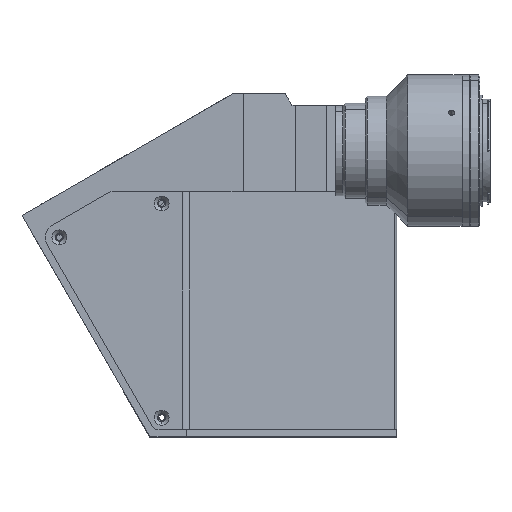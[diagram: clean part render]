
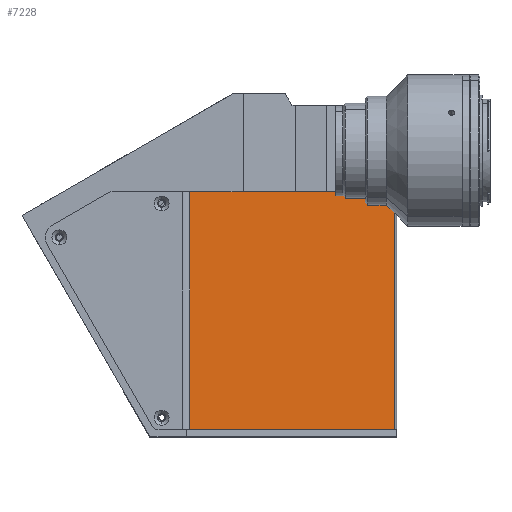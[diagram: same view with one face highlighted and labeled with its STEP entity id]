
A CAD part, top view. The second image highlights one B-rep face of the part: STEP entity #7228.
In plain terms, the highlighted planar face has unit normal (0.707, 0, 0.707).
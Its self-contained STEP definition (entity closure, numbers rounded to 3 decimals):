
#8 = CARTESIAN_POINT ( 'NONE',  ( 60.828, 41.5, 258.052 ) ) ;
#816 = LINE ( 'NONE', #8851, #11547 ) ;
#1154 = LINE ( 'NONE', #2757, #3191 ) ;
#1813 = EDGE_CURVE ( 'NONE', #10123, #12739, #1154, .T. ) ;
#2152 = FACE_OUTER_BOUND ( 'NONE', #10379, .T. ) ;
#2740 = DIRECTION ( 'NONE',  ( 0.707, 0., -0.707 ) ) ;
#2757 = CARTESIAN_POINT ( 'NONE',  ( 61.414, 41.5, 257.466 ) ) ;
#3191 = VECTOR ( 'NONE', #2740, 1000. ) ;
#5437 = CARTESIAN_POINT ( 'NONE',  ( -25.615, -59., 344.496 ) ) ;
#6254 = VECTOR ( 'NONE', #11574, 1000. ) ;
#6609 = LINE ( 'NONE', #11608, #6254 ) ;
#7129 = VECTOR ( 'NONE', #13579, 1000. ) ;
#7228 = ADVANCED_FACE ( 'NONE', ( #2152 ), #11893, .T. ) ;
#7275 = EDGE_CURVE ( 'NONE', #13111, #10123, #6609, .T. ) ;
#8829 = DIRECTION ( 'NONE',  ( 0., -1., 0. ) ) ;
#8851 = CARTESIAN_POINT ( 'NONE',  ( 60.828, -277.546, 258.052 ) ) ;
#9859 = ORIENTED_EDGE ( 'NONE', *, *, #9913, .T. ) ;
#9913 = EDGE_CURVE ( 'NONE', #13111, #13645, #10258, .T. ) ;
#10123 = VERTEX_POINT ( 'NONE', #11680 ) ;
#10258 = LINE ( 'NONE', #13697, #7129 ) ;
#10379 = EDGE_LOOP ( 'NONE', ( #9859, #11084, #11417, #11954 ) ) ;
#11084 = ORIENTED_EDGE ( 'NONE', *, *, #14021, .F. ) ;
#11339 = CARTESIAN_POINT ( 'NONE',  ( 60.828, -59., 258.052 ) ) ;
#11417 = ORIENTED_EDGE ( 'NONE', *, *, #1813, .F. ) ;
#11547 = VECTOR ( 'NONE', #8829, 1000. ) ;
#11574 = DIRECTION ( 'NONE',  ( 0., 1., 0. ) ) ;
#11608 = CARTESIAN_POINT ( 'NONE',  ( -25.615, -277.546, 344.496 ) ) ;
#11680 = CARTESIAN_POINT ( 'NONE',  ( -25.615, 41.5, 344.496 ) ) ;
#11734 = DIRECTION ( 'NONE',  ( -0.707, 0., 0.707 ) ) ;
#11736 = DIRECTION ( 'NONE',  ( 0.707, 0., 0.707 ) ) ;
#11752 = CARTESIAN_POINT ( 'NONE',  ( 61.414, -277.546, 257.466 ) ) ;
#11893 = PLANE ( 'NONE',  #13137 ) ;
#11954 = ORIENTED_EDGE ( 'NONE', *, *, #7275, .F. ) ;
#12739 = VERTEX_POINT ( 'NONE', #8 ) ;
#13111 = VERTEX_POINT ( 'NONE', #5437 ) ;
#13137 = AXIS2_PLACEMENT_3D ( 'NONE', #11752, #11736, #11734 ) ;
#13579 = DIRECTION ( 'NONE',  ( 0.707, 0., -0.707 ) ) ;
#13645 = VERTEX_POINT ( 'NONE', #11339 ) ;
#13697 = CARTESIAN_POINT ( 'NONE',  ( 61.414, -59., 257.466 ) ) ;
#14021 = EDGE_CURVE ( 'NONE', #12739, #13645, #816, .T. ) ;
